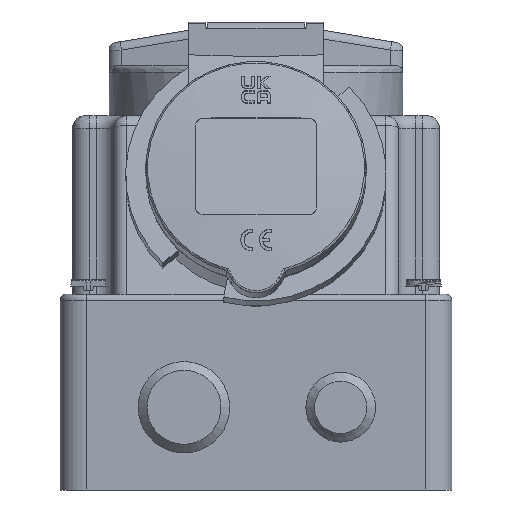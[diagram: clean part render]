
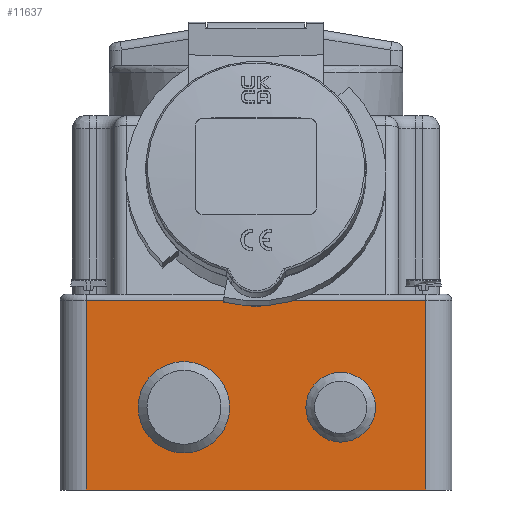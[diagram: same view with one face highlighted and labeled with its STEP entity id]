
A CAD part, front view. The second image highlights one B-rep face of the part: STEP entity #11637.
In plain terms, the highlighted planar face has unit normal (0, -1, 0).
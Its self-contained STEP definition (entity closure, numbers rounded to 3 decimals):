
#137=FACE_BOUND('',#1601,.T.);
#138=FACE_BOUND('',#1602,.T.);
#210=ELLIPSE('',#12338,5.694,5.5);
#474=PLANE('',#12658);
#959=FACE_OUTER_BOUND('',#1600,.T.);
#1600=EDGE_LOOP('',(#9263,#9264,#9265,#9266,#9267,#9268));
#1601=EDGE_LOOP('',(#9269));
#1602=EDGE_LOOP('',(#9270));
#2212=CIRCLE('',#12659,8.);
#2213=CIRCLE('',#12660,10.5);
#2694=LINE('',#21148,#3567);
#2695=LINE('',#21151,#3568);
#2947=LINE('',#22260,#3820);
#2970=LINE('',#22336,#3843);
#2971=LINE('',#22338,#3844);
#3567=VECTOR('',#14305,10.);
#3568=VECTOR('',#14308,10.);
#3820=VECTOR('',#15144,1.);
#3843=VECTOR('',#15213,1.);
#3844=VECTOR('',#15216,1.);
#4786=VERTEX_POINT('',#21112);
#4787=VERTEX_POINT('',#21123);
#4790=VERTEX_POINT('',#21146);
#4791=VERTEX_POINT('',#21150);
#5036=VERTEX_POINT('',#22257);
#5037=VERTEX_POINT('',#22259);
#5068=VERTEX_POINT('',#22339);
#5069=VERTEX_POINT('',#22341);
#6087=EDGE_CURVE('',#4787,#4786,#210,.T.);
#6093=EDGE_CURVE('',#4790,#4786,#2694,.T.);
#6094=EDGE_CURVE('',#4787,#4791,#2695,.T.);
#6502=EDGE_CURVE('',#5036,#5037,#2947,.T.);
#6542=EDGE_CURVE('',#5037,#4790,#2970,.T.);
#6543=EDGE_CURVE('',#5036,#4791,#2971,.T.);
#6544=EDGE_CURVE('',#5068,#5068,#2212,.T.);
#6545=EDGE_CURVE('',#5069,#5069,#2213,.T.);
#9263=ORIENTED_EDGE('',*,*,#6542,.F.);
#9264=ORIENTED_EDGE('',*,*,#6502,.F.);
#9265=ORIENTED_EDGE('',*,*,#6543,.T.);
#9266=ORIENTED_EDGE('',*,*,#6094,.F.);
#9267=ORIENTED_EDGE('',*,*,#6087,.T.);
#9268=ORIENTED_EDGE('',*,*,#6093,.F.);
#9269=ORIENTED_EDGE('',*,*,#6544,.T.);
#9270=ORIENTED_EDGE('',*,*,#6545,.T.);
#11637=ADVANCED_FACE('',(#959,#137,#138),#474,.T.);
#12338=AXIS2_PLACEMENT_3D('',#21124,#14296,#14297);
#12658=AXIS2_PLACEMENT_3D('',#22337,#15214,#15215);
#12659=AXIS2_PLACEMENT_3D('',#22340,#15217,#15218);
#12660=AXIS2_PLACEMENT_3D('',#22342,#15219,#15220);
#14296=DIRECTION('center_axis',(0.,1.,0.));
#14297=DIRECTION('ref_axis',(0.,0.,
1.));
#14305=DIRECTION('',(1.,0.,0.));
#14308=DIRECTION('',(1.,0.,0.));
#15144=DIRECTION('',(-1.,0.,0.));
#15213=DIRECTION('',(0.,0.,1.));
#15214=DIRECTION('center_axis',(0.,-1.,0.));
#15215=DIRECTION('ref_axis',(1.,0.,0.));
#15216=DIRECTION('',(0.,0.,1.));
#15217=DIRECTION('center_axis',(0.,1.,0.));
#15218=DIRECTION('ref_axis',(-1.,0.,0.));
#15219=DIRECTION('center_axis',(0.,1.,0.));
#15220=DIRECTION('ref_axis',(-1.,0.,0.));
#21112=CARTESIAN_POINT('',(-3.25,-85.,37.));
#21123=CARTESIAN_POINT('',(3.25,-85.,37.));
#21124=CARTESIAN_POINT('Origin',(0.,-85.,
41.594));
#21146=CARTESIAN_POINT('',(-39.,-85.,37.));
#21148=CARTESIAN_POINT('',(19.5,-85.,37.));
#21150=CARTESIAN_POINT('',(39.,-85.,37.));
#21151=CARTESIAN_POINT('',(19.5,-85.,37.));
#22257=CARTESIAN_POINT('',(39.,-85.,-6.5));
#22259=CARTESIAN_POINT('',(-39.,-85.,-6.5));
#22260=CARTESIAN_POINT('',(-39.,-85.,-6.5));
#22336=CARTESIAN_POINT('',(-39.,-85.,-6.5));
#22337=CARTESIAN_POINT('Origin',(39.,-85.,-6.5));
#22338=CARTESIAN_POINT('',(39.,-85.,-6.5));
#22339=CARTESIAN_POINT('',(27.45,-85.,12.5));
#22340=CARTESIAN_POINT('Origin',(19.45,-85.,12.5));
#22341=CARTESIAN_POINT('',(-6.05,-85.,12.5));
#22342=CARTESIAN_POINT('Origin',(-16.55,-85.,12.5));
